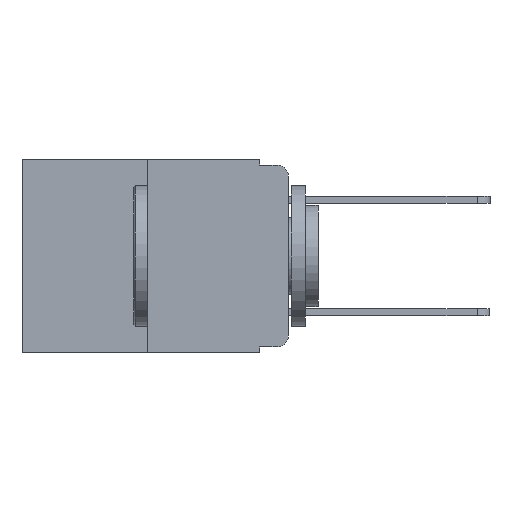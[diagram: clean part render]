
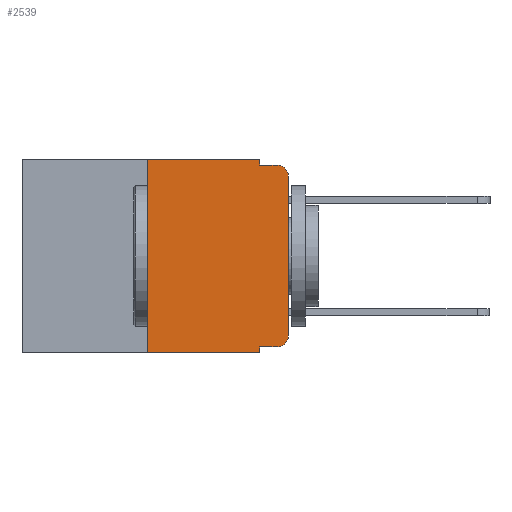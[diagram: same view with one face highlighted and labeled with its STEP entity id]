
A CAD part, left-side view. The second image highlights one B-rep face of the part: STEP entity #2539.
In plain terms, the highlighted planar face has unit normal (-1, 0, 0).
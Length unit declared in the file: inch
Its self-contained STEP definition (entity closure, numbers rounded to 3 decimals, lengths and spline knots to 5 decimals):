
#50 = CARTESIAN_POINT ( 'NONE',  ( 0., 0.473, -0.343 ) ) ;
#93 = VECTOR ( 'NONE', #8574, 39.37008 ) ;
#139 = CARTESIAN_POINT ( 'NONE',  ( 0., 0.051, -0.01 ) ) ;
#547 = LINE ( 'NONE', #13574, #93 ) ;
#820 = DIRECTION ( 'NONE',  ( 0., 0., -1. ) ) ;
#872 = VERTEX_POINT ( 'NONE', #13331 ) ;
#1200 = CIRCLE ( 'NONE', #6566, 0.02 ) ;
#1215 = LINE ( 'NONE', #9369, #9916 ) ;
#1278 = VERTEX_POINT ( 'NONE', #6192 ) ;
#1893 = ORIENTED_EDGE ( 'NONE', *, *, #2590, .F. ) ;
#1975 = EDGE_CURVE ( 'NONE', #4775, #872, #1215, .T. ) ;
#2210 = VERTEX_POINT ( 'NONE', #7569 ) ;
#2334 = EDGE_CURVE ( 'NONE', #2742, #5197, #14009, .T. ) ;
#2531 = EDGE_CURVE ( 'NONE', #11401, #2210, #547, .T. ) ;
#2534 = EDGE_CURVE ( 'NONE', #2210, #1278, #6720, .T. ) ;
#2539 = ADVANCED_FACE ( 'NONE', ( #9123 ), #6183, .F. ) ;
#2549 = EDGE_CURVE ( 'NONE', #12468, #1278, #3253, .T. ) ;
#2574 = EDGE_CURVE ( 'NONE', #872, #12468, #3667, .T. ) ;
#2578 = AXIS2_PLACEMENT_3D ( 'NONE', #6250, #12896, #12884 ) ;
#2590 = EDGE_CURVE ( 'NONE', #2742, #4775, #10530, .T. ) ;
#2595 = EDGE_CURVE ( 'NONE', #4354, #5197, #12794, .T. ) ;
#2617 = EDGE_CURVE ( 'NONE', #4354, #12414, #7531, .T. ) ;
#2623 = EDGE_CURVE ( 'NONE', #12414, #11401, #1200, .T. ) ;
#2742 = VERTEX_POINT ( 'NONE', #10975 ) ;
#3253 = LINE ( 'NONE', #11650, #6390 ) ;
#3667 = LINE ( 'NONE', #11919, #8167 ) ;
#3917 = ORIENTED_EDGE ( 'NONE', *, *, #2534, .T. ) ;
#3948 = DIRECTION ( 'NONE',  ( 0., -1., 0. ) ) ;
#4125 = ORIENTED_EDGE ( 'NONE', *, *, #1975, .F. ) ;
#4328 = DIRECTION ( 'NONE',  ( 0., -1., 0. ) ) ;
#4354 = VERTEX_POINT ( 'NONE', #4924 ) ;
#4622 = VECTOR ( 'NONE', #12336, 39.37008 ) ;
#4775 = VERTEX_POINT ( 'NONE', #9658 ) ;
#4896 = DIRECTION ( 'NONE',  ( 0., -1., 0. ) ) ;
#4924 = CARTESIAN_POINT ( 'NONE',  ( 0., 0.051, -0.333 ) ) ;
#5197 = VERTEX_POINT ( 'NONE', #8188 ) ;
#5408 = ORIENTED_EDGE ( 'NONE', *, *, #2617, .T. ) ;
#6181 = CARTESIAN_POINT ( 'NONE',  ( 0., 0.02, -0.313 ) ) ;
#6183 = PLANE ( 'NONE',  #2578 ) ;
#6192 = CARTESIAN_POINT ( 'NONE',  ( 0., 0.02, -0.01 ) ) ;
#6250 = CARTESIAN_POINT ( 'NONE',  ( 0., 0.473, 0. ) ) ;
#6390 = VECTOR ( 'NONE', #4896, 39.37008 ) ;
#6566 = AXIS2_PLACEMENT_3D ( 'NONE', #6181, #11935, #12734 ) ;
#6720 = CIRCLE ( 'NONE', #12835, 0.02 ) ;
#7095 = ORIENTED_EDGE ( 'NONE', *, *, #2334, .T. ) ;
#7209 = VECTOR ( 'NONE', #3948, 39.37008 ) ;
#7252 = CARTESIAN_POINT ( 'NONE',  ( 0., 0., -0.313 ) ) ;
#7531 = LINE ( 'NONE', #10329, #7209 ) ;
#7569 = CARTESIAN_POINT ( 'NONE',  ( 0., 0., -0.03 ) ) ;
#7842 = VECTOR ( 'NONE', #13734, 39.37008 ) ;
#8167 = VECTOR ( 'NONE', #820, 39.37008 ) ;
#8188 = CARTESIAN_POINT ( 'NONE',  ( 0., 0.051, -0.343 ) ) ;
#8270 = DIRECTION ( 'NONE',  ( 0., 0., -1. ) ) ;
#8427 = DIRECTION ( 'NONE',  ( 0., -1., 0. ) ) ;
#8574 = DIRECTION ( 'NONE',  ( 0., 0., 1. ) ) ;
#8677 = ORIENTED_EDGE ( 'NONE', *, *, #2531, .T. ) ;
#8833 = ORIENTED_EDGE ( 'NONE', *, *, #2574, .F. ) ;
#9040 = EDGE_LOOP ( 'NONE', ( #8677, #3917, #11181, #8833, #4125, #1893, #7095, #10288, #5408, #14052 ) ) ;
#9123 = FACE_OUTER_BOUND ( 'NONE', #9040, .T. ) ;
#9129 = CARTESIAN_POINT ( 'NONE',  ( 0., 0.051, 0. ) ) ;
#9369 = CARTESIAN_POINT ( 'NONE',  ( 0., 0.473, 0. ) ) ;
#9411 = CARTESIAN_POINT ( 'NONE',  ( 0., 0.02, -0.333 ) ) ;
#9658 = CARTESIAN_POINT ( 'NONE',  ( 0., 0.25, 0. ) ) ;
#9916 = VECTOR ( 'NONE', #8427, 39.37008 ) ;
#10288 = ORIENTED_EDGE ( 'NONE', *, *, #2595, .F. ) ;
#10329 = CARTESIAN_POINT ( 'NONE',  ( 0., 0.051, -0.333 ) ) ;
#10530 = LINE ( 'NONE', #13772, #7842 ) ;
#10975 = CARTESIAN_POINT ( 'NONE',  ( 0., 0.25, -0.343 ) ) ;
#11181 = ORIENTED_EDGE ( 'NONE', *, *, #2549, .F. ) ;
#11401 = VERTEX_POINT ( 'NONE', #7252 ) ;
#11650 = CARTESIAN_POINT ( 'NONE',  ( 0., 0.051, -0.01 ) ) ;
#11919 = CARTESIAN_POINT ( 'NONE',  ( 0., 0.051, 0. ) ) ;
#11935 = DIRECTION ( 'NONE',  ( -1., 0., 0. ) ) ;
#12336 = DIRECTION ( 'NONE',  ( 0., 0., -1. ) ) ;
#12414 = VERTEX_POINT ( 'NONE', #9411 ) ;
#12460 = DIRECTION ( 'NONE',  ( -1., 0., 0. ) ) ;
#12468 = VERTEX_POINT ( 'NONE', #139 ) ;
#12476 = CARTESIAN_POINT ( 'NONE',  ( 0., 0.02, -0.03 ) ) ;
#12734 = DIRECTION ( 'NONE',  ( 0., 0., -1. ) ) ;
#12794 = LINE ( 'NONE', #9129, #4622 ) ;
#12835 = AXIS2_PLACEMENT_3D ( 'NONE', #12476, #12460, #8270 ) ;
#12884 = DIRECTION ( 'NONE',  ( 0., 0., -1. ) ) ;
#12896 = DIRECTION ( 'NONE',  ( 1., 0., 0. ) ) ;
#13331 = CARTESIAN_POINT ( 'NONE',  ( 0., 0.051, 0. ) ) ;
#13574 = CARTESIAN_POINT ( 'NONE',  ( 0., 0., 0. ) ) ;
#13719 = VECTOR ( 'NONE', #4328, 39.37008 ) ;
#13734 = DIRECTION ( 'NONE',  ( 0., 0., 1. ) ) ;
#13772 = CARTESIAN_POINT ( 'NONE',  ( 0., 0.25, 0. ) ) ;
#14009 = LINE ( 'NONE', #50, #13719 ) ;
#14052 = ORIENTED_EDGE ( 'NONE', *, *, #2623, .T. ) ;
